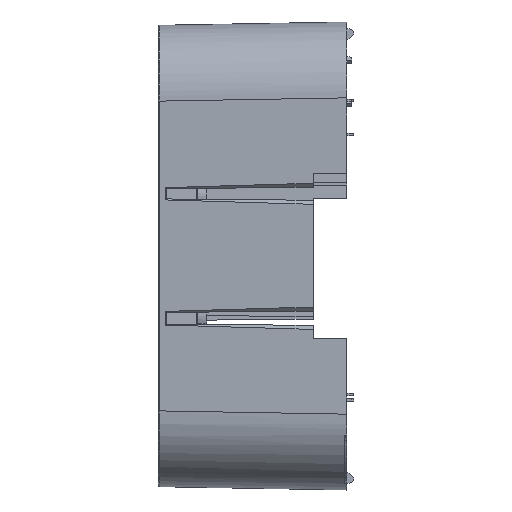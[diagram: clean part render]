
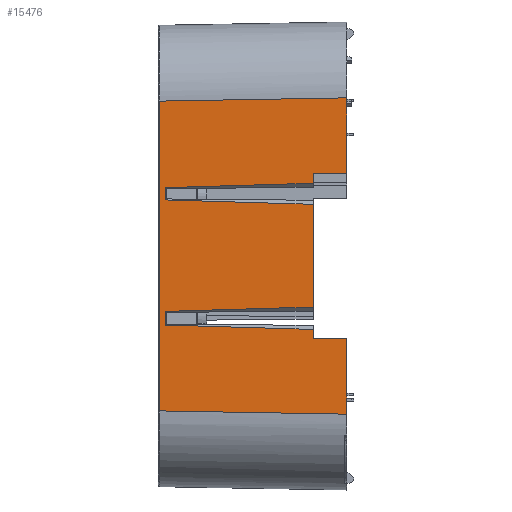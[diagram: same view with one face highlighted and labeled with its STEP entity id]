
A CAD part, left-side view. The second image highlights one B-rep face of the part: STEP entity #15476.
In plain terms, the highlighted planar face has unit normal (-1, 0.018, 0).
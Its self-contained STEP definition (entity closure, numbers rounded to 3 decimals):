
#3585=ORIENTED_EDGE('',*,*,#4888,.F.);
#3586=ORIENTED_EDGE('',*,*,#4311,.T.);
#3587=ORIENTED_EDGE('',*,*,#5316,.T.);
#3588=ORIENTED_EDGE('',*,*,#5266,.T.);
#3589=ORIENTED_EDGE('',*,*,#5260,.T.);
#3590=ORIENTED_EDGE('',*,*,#5270,.T.);
#3591=ORIENTED_EDGE('',*,*,#4870,.F.);
#3592=ORIENTED_EDGE('',*,*,#5273,.T.);
#3593=ORIENTED_EDGE('',*,*,#5249,.T.);
#3594=ORIENTED_EDGE('',*,*,#5272,.T.);
#3595=ORIENTED_EDGE('',*,*,#4303,.T.);
#3596=ORIENTED_EDGE('',*,*,#4301,.T.);
#3597=ORIENTED_EDGE('',*,*,#5317,.F.);
#3598=ORIENTED_EDGE('',*,*,#5094,.T.);
#3599=ORIENTED_EDGE('',*,*,#4326,.T.);
#3600=ORIENTED_EDGE('',*,*,#5089,.T.);
#4301=EDGE_CURVE('',#5720,#5722,#6813,.T.);
#4303=EDGE_CURVE('',#5724,#5720,#6815,.T.);
#4311=EDGE_CURVE('',#5729,#5731,#6823,.T.);
#4326=EDGE_CURVE('',#5741,#5743,#6828,.T.);
#4870=EDGE_CURVE('',#6135,#6136,#7242,.T.);
#4888=EDGE_CURVE('',#5729,#6150,#7260,.T.);
#5089=EDGE_CURVE('',#5743,#6150,#7424,.T.);
#5094=EDGE_CURVE('',#6276,#5741,#7429,.T.);
#5249=EDGE_CURVE('',#6359,#6358,#7570,.T.);
#5260=EDGE_CURVE('',#6369,#6368,#7581,.T.);
#5266=EDGE_CURVE('',#6374,#6369,#7587,.T.);
#5270=EDGE_CURVE('',#6368,#6136,#7591,.T.);
#5272=EDGE_CURVE('',#6358,#5724,#7593,.T.);
#5273=EDGE_CURVE('',#6135,#6359,#7594,.T.);
#5316=EDGE_CURVE('',#5731,#6374,#7637,.T.);
#5317=EDGE_CURVE('',#6276,#5722,#7638,.T.);
#5720=VERTEX_POINT('',#21568);
#5722=VERTEX_POINT('',#21572);
#5724=VERTEX_POINT('',#21578);
#5729=VERTEX_POINT('',#21589);
#5731=VERTEX_POINT('',#21593);
#5741=VERTEX_POINT('',#21710);
#5743=VERTEX_POINT('',#21724);
#6135=VERTEX_POINT('',#23274);
#6136=VERTEX_POINT('',#23276);
#6150=VERTEX_POINT('',#23312);
#6276=VERTEX_POINT('',#23961);
#6358=VERTEX_POINT('',#24413);
#6359=VERTEX_POINT('',#24415);
#6368=VERTEX_POINT('',#24434);
#6369=VERTEX_POINT('',#24436);
#6374=VERTEX_POINT('',#24448);
#6813=LINE('',#21573,#8072);
#6815=LINE('',#21577,#8074);
#6823=LINE('',#21594,#8082);
#6828=LINE('',#21725,#8087);
#7242=LINE('',#23275,#8501);
#7260=LINE('',#23311,#8519);
#7424=LINE('',#23952,#8683);
#7429=LINE('',#23960,#8688);
#7570=LINE('',#24414,#8829);
#7581=LINE('',#24435,#8840);
#7587=LINE('',#24447,#8846);
#7591=LINE('',#24454,#8850);
#7593=LINE('',#24457,#8852);
#7594=LINE('',#24459,#8853);
#7637=LINE('',#24543,#8896);
#7638=LINE('',#24544,#8897);
#8072=VECTOR('',#17261,1000.);
#8074=VECTOR('',#17265,1000.);
#8082=VECTOR('',#17275,1000.);
#8087=VECTOR('',#17302,1000.);
#8501=VECTOR('',#18238,1000.);
#8519=VECTOR('',#18264,1000.);
#8683=VECTOR('',#18620,1000.);
#8688=VECTOR('',#18629,1000.);
#8829=VECTOR('',#18898,1000.);
#8840=VECTOR('',#18909,1000.);
#8846=VECTOR('',#18917,1000.);
#8850=VECTOR('',#18923,1000.);
#8852=VECTOR('',#18927,1000.);
#8853=VECTOR('',#18930,1000.);
#8896=VECTOR('',#19039,1000.);
#8897=VECTOR('',#19040,1000.);
#9575=EDGE_LOOP('',(#3585,#3586,#3587,#3588,#3589,#3590,#3591,#3592,#3593,
#3594,#3595,#3596,#3597,#3598,#3599,#3600));
#10259=FACE_BOUND('',#9575,.T.);
#10691=PLANE('',#16251);
#15476=ADVANCED_FACE('',(#10259),#10691,.T.);
#16251=AXIS2_PLACEMENT_3D('',#24542,#19037,#19038);
#17261=DIRECTION('',(-0.017,-1.,0.));
#17265=DIRECTION('',(0.,0.,1.));
#17275=DIRECTION('',(0.017,1.,0.));
#17302=DIRECTION('',(0.,0.,-1.));
#18238=DIRECTION('',(0.,0.,-1.));
#18264=DIRECTION('',(0.,0.,-1.));
#18620=DIRECTION('',(-0.017,-1.,-0.017));
#18629=DIRECTION('',(0.017,1.,-0.017));
#18898=DIRECTION('',(0.,0.,1.));
#18909=DIRECTION('',(0.,0.,1.));
#18917=DIRECTION('',(0.017,0.999,0.03));
#18923=DIRECTION('',(-0.017,-0.999,0.03));
#18927=DIRECTION('',(-0.017,-0.999,0.03));
#18930=DIRECTION('',(0.017,0.999,0.03));
#19037=DIRECTION('',(-1.,0.017,0.));
#19038=DIRECTION('',(0.017,1.,0.));
#19039=DIRECTION('',(0.,0.,1.));
#19040=DIRECTION('',(0.,0.,-1.));
#21568=CARTESIAN_POINT('',(-69.233,32.,24.455));
#21572=CARTESIAN_POINT('',(-69.408,22.,24.455));
#21573=CARTESIAN_POINT('',(-68.5,74.,24.455));
#21577=CARTESIAN_POINT('',(-69.233,32.,0.));
#21578=CARTESIAN_POINT('',(-69.233,32.,21.582));
#21589=CARTESIAN_POINT('',(-69.408,22.,-24.455));
#21593=CARTESIAN_POINT('',(-69.233,32.,-24.455));
#21594=CARTESIAN_POINT('',(-68.5,74.,-24.455));
#21710=CARTESIAN_POINT('',(-68.436,77.663,45.939));
#21724=CARTESIAN_POINT('',(-68.436,77.663,-45.939));
#21725=CARTESIAN_POINT('',(-68.436,77.663,-45.936));
#23274=CARTESIAN_POINT('',(-69.233,32.,15.329));
#23275=CARTESIAN_POINT('',(-69.233,32.,0.));
#23276=CARTESIAN_POINT('',(-69.233,32.,-15.129));
#23311=CARTESIAN_POINT('',(-69.408,22.,68.5));
#23312=CARTESIAN_POINT('',(-69.408,22.,-46.911));
#23952=CARTESIAN_POINT('',(-68.486,74.803,-45.989));
#23960=CARTESIAN_POINT('',(-68.486,74.803,45.989));
#23961=CARTESIAN_POINT('',(-69.408,22.,46.911));
#24413=CARTESIAN_POINT('',(-68.469,75.8,20.277));
#24414=CARTESIAN_POINT('',(-68.469,75.8,0.));
#24415=CARTESIAN_POINT('',(-68.469,75.8,16.634));
#24434=CARTESIAN_POINT('',(-68.469,75.8,-16.434));
#24435=CARTESIAN_POINT('',(-68.469,75.8,0.));
#24436=CARTESIAN_POINT('',(-68.469,75.8,-20.477));
#24447=CARTESIAN_POINT('',(-68.489,74.611,-20.512));
#24448=CARTESIAN_POINT('',(-69.233,32.,-21.782));
#24454=CARTESIAN_POINT('',(-68.509,73.513,-16.366));
#24457=CARTESIAN_POINT('',(-68.489,74.605,20.312));
#24459=CARTESIAN_POINT('',(-68.509,73.507,16.565));
#24542=CARTESIAN_POINT('',(-68.5,74.,0.));
#24543=CARTESIAN_POINT('',(-69.233,32.,0.));
#24544=CARTESIAN_POINT('',(-69.408,22.,68.5));
